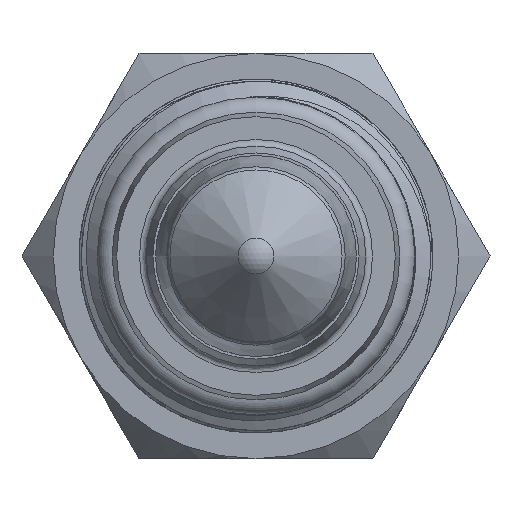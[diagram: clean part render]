
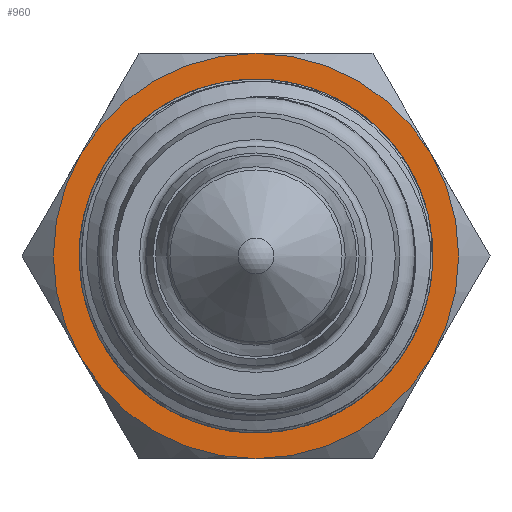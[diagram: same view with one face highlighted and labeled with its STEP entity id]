
A CAD part, left-side view. The second image highlights one B-rep face of the part: STEP entity #960.
In plain terms, the highlighted planar face has unit normal (-1, 0, 0).
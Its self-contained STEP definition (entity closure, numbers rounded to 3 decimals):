
#85=PLANE('',#1091);
#183=FACE_BOUND('',#378,.T.);
#255=FACE_OUTER_BOUND('',#377,.T.);
#377=EDGE_LOOP('',(#830));
#378=EDGE_LOOP('',(#831));
#467=CIRCLE('',#1088,12.);
#469=CIRCLE('',#1092,9.315);
#556=VERTEX_POINT('',#4344);
#558=VERTEX_POINT('',#4350);
#658=EDGE_CURVE('',#556,#556,#467,.T.);
#660=EDGE_CURVE('',#558,#558,#469,.T.);
#830=ORIENTED_EDGE('',*,*,#658,.F.);
#831=ORIENTED_EDGE('',*,*,#660,.T.);
#960=ADVANCED_FACE('',(#255,#183),#85,.F.);
#1088=AXIS2_PLACEMENT_3D('',#4345,#1339,#1340);
#1091=AXIS2_PLACEMENT_3D('',#4349,#1345,#1346);
#1092=AXIS2_PLACEMENT_3D('',#4351,#1347,#1348);
#1339=DIRECTION('center_axis',(1.,0.,0.));
#1340=DIRECTION('ref_axis',(0.,0.,-1.));
#1345=DIRECTION('center_axis',(1.,0.,0.));
#1346=DIRECTION('ref_axis',(0.,0.,-1.));
#1347=DIRECTION('center_axis',(1.,0.,0.));
#1348=DIRECTION('ref_axis',(0.,0.,-1.));
#4344=CARTESIAN_POINT('',(24.,10.392,6.));
#4345=CARTESIAN_POINT('Origin',(24.,0.,0.));
#4349=CARTESIAN_POINT('Origin',(24.,0.,-9.315));
#4350=CARTESIAN_POINT('',(24.,0.,-9.315));
#4351=CARTESIAN_POINT('Origin',(24.,0.,0.));
